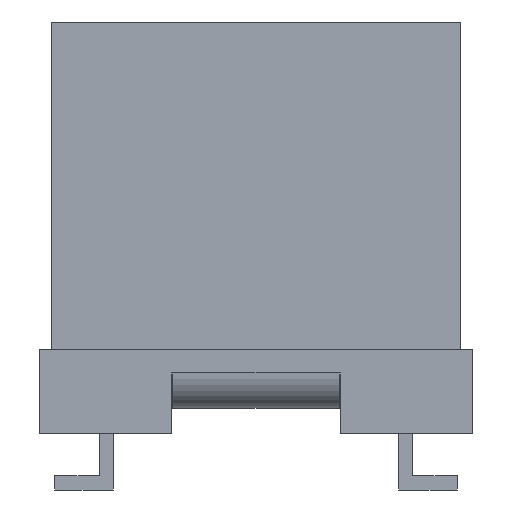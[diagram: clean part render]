
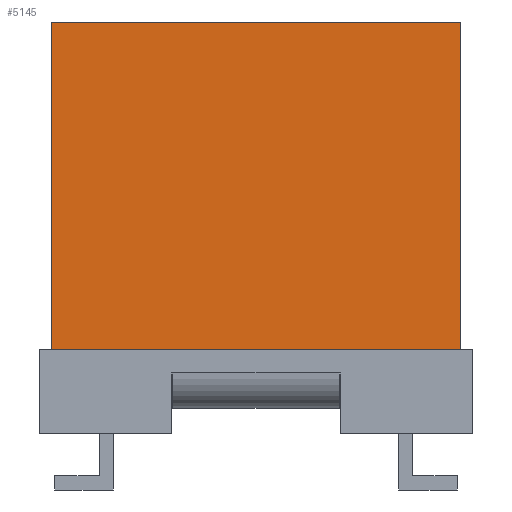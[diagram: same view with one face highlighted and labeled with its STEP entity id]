
A CAD part, front view. The second image highlights one B-rep face of the part: STEP entity #5145.
In plain terms, the highlighted planar face has unit normal (0, -1, 0).
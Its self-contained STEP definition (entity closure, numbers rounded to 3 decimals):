
#1892 = VERTEX_POINT('',#1893);
#1893 = CARTESIAN_POINT('',(4.375,-4.96,10.05));
#1912 = VERTEX_POINT('',#1913);
#1913 = CARTESIAN_POINT('',(-4.375,-4.96,10.05));
#1920 = EDGE_CURVE('',#1912,#1892,#1921,.T.);
#1921 = B_SPLINE_CURVE_WITH_KNOTS('',3,(#1922,#1923,#1924,#1925),
  .UNSPECIFIED.,.F.,.F.,(4,4),(0.,1.),.PIECEWISE_BEZIER_KNOTS.);
#1922 = CARTESIAN_POINT('',(-4.375,-4.96,10.05));
#1923 = CARTESIAN_POINT('',(-1.458,-4.96,10.05));
#1924 = CARTESIAN_POINT('',(1.458,-4.96,10.05));
#1925 = CARTESIAN_POINT('',(4.375,-4.96,10.05));
#5126 = VERTEX_POINT('',#5127);
#5127 = CARTESIAN_POINT('',(4.375,-4.96,3.05));
#5135 = EDGE_CURVE('',#1892,#5126,#5136,.T.);
#5136 = LINE('',#5137,#5138);
#5137 = CARTESIAN_POINT('',(4.375,-4.96,3.05));
#5138 = VECTOR('',#5139,1.);
#5139 = DIRECTION('',(0.,0.,-1.));
#5145 = ADVANCED_FACE('',(#5146),#5164,.T.);
#5146 = FACE_BOUND('',#5147,.T.);
#5147 = EDGE_LOOP('',(#5148,#5156,#5157,#5158));
#5148 = ORIENTED_EDGE('',*,*,#5149,.T.);
#5149 = EDGE_CURVE('',#5150,#5126,#5152,.T.);
#5150 = VERTEX_POINT('',#5151);
#5151 = CARTESIAN_POINT('',(-4.375,-4.96,3.05));
#5152 = LINE('',#5153,#5154);
#5153 = CARTESIAN_POINT('',(4.375,-4.96,3.05));
#5154 = VECTOR('',#5155,1.);
#5155 = DIRECTION('',(1.,0.,0.));
#5156 = ORIENTED_EDGE('',*,*,#5135,.F.);
#5157 = ORIENTED_EDGE('',*,*,#1920,.F.);
#5158 = ORIENTED_EDGE('',*,*,#5159,.T.);
#5159 = EDGE_CURVE('',#1912,#5150,#5160,.T.);
#5160 = LINE('',#5161,#5162);
#5161 = CARTESIAN_POINT('',(-4.375,-4.96,3.05));
#5162 = VECTOR('',#5163,1.);
#5163 = DIRECTION('',(0.,0.,-1.));
#5164 = PLANE('',#5165);
#5165 = AXIS2_PLACEMENT_3D('',#5166,#5167,#5168);
#5166 = CARTESIAN_POINT('',(4.375,-4.96,3.05));
#5167 = DIRECTION('',(0.,-1.,0.));
#5168 = DIRECTION('',(1.,0.,0.));
